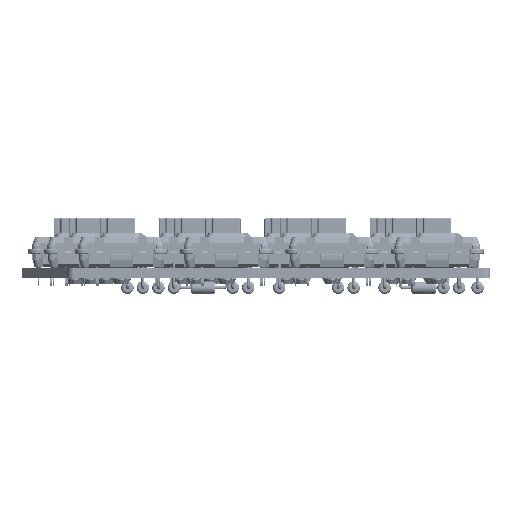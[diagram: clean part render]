
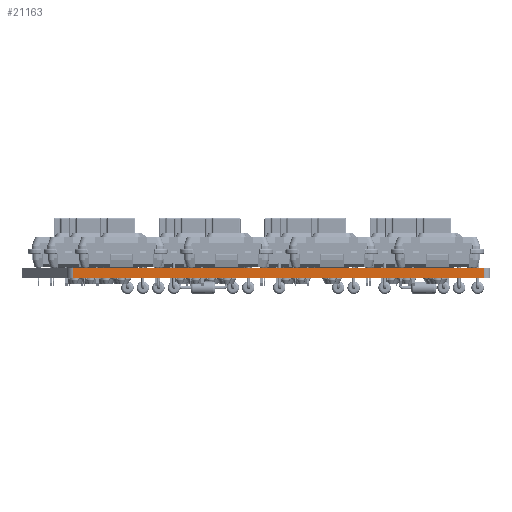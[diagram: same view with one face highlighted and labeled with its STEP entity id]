
A CAD part, left-side view. The second image highlights one B-rep face of the part: STEP entity #21163.
In plain terms, the highlighted planar face has unit normal (-1, 0, 0).
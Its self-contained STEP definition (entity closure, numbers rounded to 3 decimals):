
#17230 = VERTEX_POINT('',#17231);
#17231 = CARTESIAN_POINT('',(65.483,-46.354,0.));
#17238 = EDGE_CURVE('',#17239,#17230,#17241,.T.);
#17239 = VERTEX_POINT('',#17240);
#17240 = CARTESIAN_POINT('',(65.47,-112.65,0.));
#17241 = LINE('',#17242,#17243);
#17242 = CARTESIAN_POINT('',(65.47,-112.65,0.));
#17243 = VECTOR('',#17244,1.);
#17244 = DIRECTION('',(0.,1.,0.));
#19157 = VERTEX_POINT('',#19158);
#19158 = CARTESIAN_POINT('',(65.483,-46.354,1.6));
#19165 = EDGE_CURVE('',#19166,#19157,#19168,.T.);
#19166 = VERTEX_POINT('',#19167);
#19167 = CARTESIAN_POINT('',(65.47,-112.65,1.6));
#19168 = LINE('',#19169,#19170);
#19169 = CARTESIAN_POINT('',(65.47,-112.65,1.6));
#19170 = VECTOR('',#19171,1.);
#19171 = DIRECTION('',(0.,1.,0.));
#21133 = EDGE_CURVE('',#17230,#19157,#21134,.T.);
#21134 = LINE('',#21135,#21136);
#21135 = CARTESIAN_POINT('',(65.483,-46.354,0.));
#21136 = VECTOR('',#21137,1.);
#21137 = DIRECTION('',(0.,0.,1.));
#21152 = EDGE_CURVE('',#17239,#19166,#21153,.T.);
#21153 = LINE('',#21154,#21155);
#21154 = CARTESIAN_POINT('',(65.47,-112.65,0.));
#21155 = VECTOR('',#21156,1.);
#21156 = DIRECTION('',(0.,0.,1.));
#21163 = ADVANCED_FACE('',(#21164),#21170,.T.);
#21164 = FACE_BOUND('',#21165,.T.);
#21165 = EDGE_LOOP('',(#21166,#21167,#21168,#21169));
#21166 = ORIENTED_EDGE('',*,*,#21152,.T.);
#21167 = ORIENTED_EDGE('',*,*,#19165,.T.);
#21168 = ORIENTED_EDGE('',*,*,#21133,.F.);
#21169 = ORIENTED_EDGE('',*,*,#17238,.F.);
#21170 = PLANE('',#21171);
#21171 = AXIS2_PLACEMENT_3D('',#21172,#21173,#21174);
#21172 = CARTESIAN_POINT('',(65.47,-112.65,0.));
#21173 = DIRECTION('',(-1.,0.,0.));
#21174 = DIRECTION('',(0.,1.,0.));
